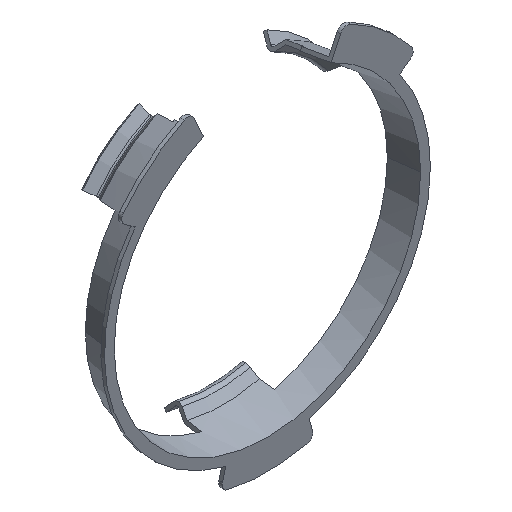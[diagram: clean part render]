
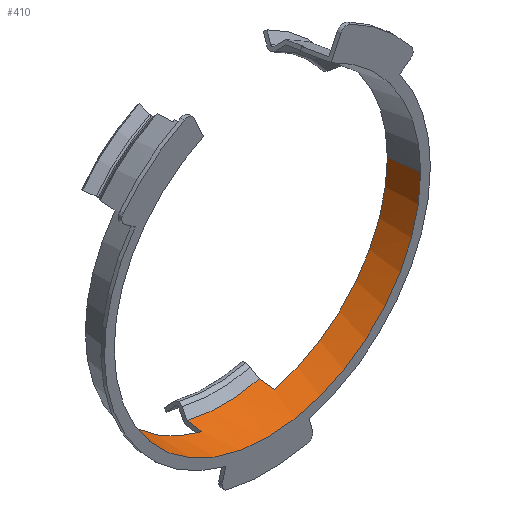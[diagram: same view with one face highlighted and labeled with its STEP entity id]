
A CAD part, isometric view. The second image highlights one B-rep face of the part: STEP entity #410.
In plain terms, the highlighted conical face has half-angle 7.8 degrees and reference radius 10.207 mm.
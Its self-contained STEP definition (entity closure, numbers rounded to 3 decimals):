
#3 = EDGE_CURVE ( 'NONE', #1073, #1145, #1116, .T. ) ;
#11 = CARTESIAN_POINT ( 'NONE',  ( -10.349, 2.03, 0. ) ) ;
#30 = CARTESIAN_POINT ( 'NONE',  ( -2.502, 3.07, -9.895 ) ) ;
#110 = EDGE_LOOP ( 'NONE', ( #137, #781, #1268, #1470, #887, #1017, #722, #537 ) ) ;
#137 = ORIENTED_EDGE ( 'NONE', *, *, #1323, .F. ) ;
#147 = FACE_OUTER_BOUND ( 'NONE', #110, .T. ) ;
#159 = CIRCLE ( 'NONE', #1931, 10.627 ) ;
#161 = DIRECTION ( 'NONE',  ( 0., -1., 0. ) ) ;
#173 = CARTESIAN_POINT ( 'NONE',  ( 0., 77.579, 0. ) ) ;
#181 = CARTESIAN_POINT ( 'NONE',  ( 0., 0., 0. ) ) ;
#262 = AXIS2_PLACEMENT_3D ( 'NONE', #1793, #625, #1138 ) ;
#316 = DIRECTION ( 'NONE',  ( 0.033, -0.991, -0.132 ) ) ;
#337 = DIRECTION ( 'NONE',  ( 0., 1., 0. ) ) ;
#372 = VECTOR ( 'NONE', #1112, 1000. ) ;
#410 = ADVANCED_FACE ( 'NONE', ( #147 ), #939, .F. ) ;
#437 = CARTESIAN_POINT ( 'NONE',  ( -10.206, 3.07, 0. ) ) ;
#480 = EDGE_CURVE ( 'NONE', #1503, #1213, #159, .T. ) ;
#490 = CARTESIAN_POINT ( 'NONE',  ( 10.349, 2.03, 0. ) ) ;
#510 = CARTESIAN_POINT ( 'NONE',  ( 10.627, 0., 0. ) ) ;
#537 = ORIENTED_EDGE ( 'NONE', *, *, #480, .F. ) ;
#600 = VECTOR ( 'NONE', #1629, 1000. ) ;
#625 = DIRECTION ( 'NONE',  ( 0., 1., 0. ) ) ;
#677 = DIRECTION ( 'NONE',  ( 0., -1., 0. ) ) ;
#704 = CIRCLE ( 'NONE', #1990, 10.349 ) ;
#722 = ORIENTED_EDGE ( 'NONE', *, *, #1911, .T. ) ;
#744 = VERTEX_POINT ( 'NONE', #490 ) ;
#754 = EDGE_CURVE ( 'NONE', #1073, #936, #959, .T. ) ;
#781 = ORIENTED_EDGE ( 'NONE', *, *, #1075, .F. ) ;
#848 = DIRECTION ( 'NONE',  ( -1., 0., 0. ) ) ;
#851 = DIRECTION ( 'NONE',  ( -0.033, -0.991, -0.132 ) ) ;
#884 = CARTESIAN_POINT ( 'NONE',  ( 0., 2.03, 0. ) ) ;
#887 = ORIENTED_EDGE ( 'NONE', *, *, #1161, .T. ) ;
#908 = VECTOR ( 'NONE', #851, 1000. ) ;
#917 = CARTESIAN_POINT ( 'NONE',  ( 10.206, 3.07, 0. ) ) ;
#926 = LINE ( 'NONE', #917, #600 ) ;
#929 = CARTESIAN_POINT ( 'NONE',  ( 0., 2.03, 0. ) ) ;
#936 = VERTEX_POINT ( 'NONE', #2134 ) ;
#939 = CONICAL_SURFACE ( 'NONE', #1524, 10.206, 0.136 ) ;
#959 = LINE ( 'NONE', #1658, #1895 ) ;
#1017 = ORIENTED_EDGE ( 'NONE', *, *, #2138, .F. ) ;
#1019 = LINE ( 'NONE', #173, #908 ) ;
#1073 = VERTEX_POINT ( 'NONE', #1103 ) ;
#1075 = EDGE_CURVE ( 'NONE', #936, #744, #704, .T. ) ;
#1103 = CARTESIAN_POINT ( 'NONE',  ( 2.502, 3.07, -9.895 ) ) ;
#1112 = DIRECTION ( 'NONE',  ( -0.136, -0.991, 0. ) ) ;
#1116 = CIRCLE ( 'NONE', #262, 10.206 ) ;
#1138 = DIRECTION ( 'NONE',  ( 1., 0., 0. ) ) ;
#1145 = VERTEX_POINT ( 'NONE', #30 ) ;
#1161 = EDGE_CURVE ( 'NONE', #1145, #1749, #1019, .T. ) ;
#1213 = VERTEX_POINT ( 'NONE', #1803 ) ;
#1253 = CIRCLE ( 'NONE', #2030, 10.349 ) ;
#1268 = ORIENTED_EDGE ( 'NONE', *, *, #754, .F. ) ;
#1323 = EDGE_CURVE ( 'NONE', #744, #1503, #926, .T. ) ;
#1383 = CARTESIAN_POINT ( 'NONE',  ( -2.537, 2.03, -10.033 ) ) ;
#1413 = DIRECTION ( 'NONE',  ( 1., 0., 0. ) ) ;
#1470 = ORIENTED_EDGE ( 'NONE', *, *, #3, .T. ) ;
#1503 = VERTEX_POINT ( 'NONE', #510 ) ;
#1519 = DIRECTION ( 'NONE',  ( 1., 0., 0. ) ) ;
#1524 = AXIS2_PLACEMENT_3D ( 'NONE', #2096, #161, #848 ) ;
#1629 = DIRECTION ( 'NONE',  ( 0.136, -0.991, 0. ) ) ;
#1658 = CARTESIAN_POINT ( 'NONE',  ( 0., 77.579, 0. ) ) ;
#1729 = VERTEX_POINT ( 'NONE', #11 ) ;
#1749 = VERTEX_POINT ( 'NONE', #1383 ) ;
#1793 = CARTESIAN_POINT ( 'NONE',  ( 0., 3.07, 0. ) ) ;
#1803 = CARTESIAN_POINT ( 'NONE',  ( -10.627, 0., 0. ) ) ;
#1895 = VECTOR ( 'NONE', #316, 1000. ) ;
#1911 = EDGE_CURVE ( 'NONE', #1729, #1213, #1998, .T. ) ;
#1931 = AXIS2_PLACEMENT_3D ( 'NONE', #181, #337, #1519 ) ;
#1990 = AXIS2_PLACEMENT_3D ( 'NONE', #929, #2220, #2189 ) ;
#1998 = LINE ( 'NONE', #437, #372 ) ;
#2030 = AXIS2_PLACEMENT_3D ( 'NONE', #884, #677, #1413 ) ;
#2096 = CARTESIAN_POINT ( 'NONE',  ( 0., 3.07, 0. ) ) ;
#2134 = CARTESIAN_POINT ( 'NONE',  ( 2.537, 2.03, -10.033 ) ) ;
#2138 = EDGE_CURVE ( 'NONE', #1729, #1749, #1253, .T. ) ;
#2189 = DIRECTION ( 'NONE',  ( 1., 0., 0. ) ) ;
#2220 = DIRECTION ( 'NONE',  ( 0., -1., 0. ) ) ;
